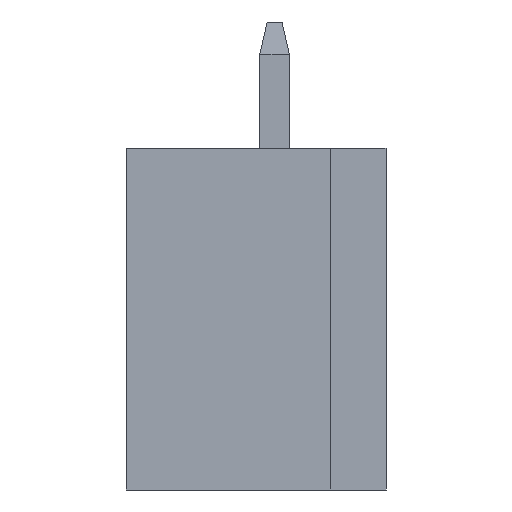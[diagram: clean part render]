
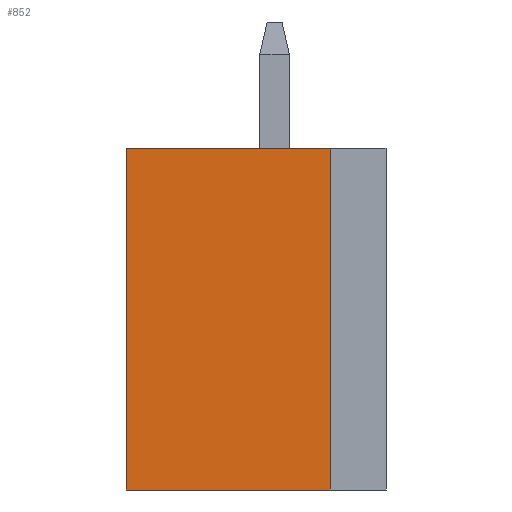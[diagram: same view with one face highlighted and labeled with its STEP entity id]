
A CAD part, left-side view. The second image highlights one B-rep face of the part: STEP entity #852.
In plain terms, the highlighted planar face has unit normal (-1, 0, 0).
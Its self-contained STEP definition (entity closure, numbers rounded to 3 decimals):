
#63 = VECTOR ( 'NONE', #671, 1000. ) ;
#85 = CARTESIAN_POINT ( 'NONE',  ( 0., 1.5, 0. ) ) ;
#216 = DIRECTION ( 'NONE',  ( 1., 0., 0. ) ) ;
#296 = DIRECTION ( 'NONE',  ( 0., -1., 0. ) ) ;
#325 = FACE_OUTER_BOUND ( 'NONE', #629, .T. ) ;
#336 = VERTEX_POINT ( 'NONE', #514 ) ;
#357 = LINE ( 'NONE', #898, #511 ) ;
#389 = CARTESIAN_POINT ( 'NONE',  ( 0., 7., 9.2 ) ) ;
#402 = CARTESIAN_POINT ( 'NONE',  ( 0., 1.5, 9.2 ) ) ;
#424 = VERTEX_POINT ( 'NONE', #85 ) ;
#440 = EDGE_CURVE ( 'NONE', #855, #522, #357, .T. ) ;
#487 = VECTOR ( 'NONE', #820, 1000. ) ;
#506 = ORIENTED_EDGE ( 'NONE', *, *, #1024, .F. ) ;
#511 = VECTOR ( 'NONE', #990, 1000. ) ;
#514 = CARTESIAN_POINT ( 'NONE',  ( 0., 1.5, 9.2 ) ) ;
#522 = VERTEX_POINT ( 'NONE', #617 ) ;
#560 = DIRECTION ( 'NONE',  ( 0., 0., -1. ) ) ;
#617 = CARTESIAN_POINT ( 'NONE',  ( 0., 7., 0. ) ) ;
#629 = EDGE_LOOP ( 'NONE', ( #966, #732, #506, #897 ) ) ;
#636 = LINE ( 'NONE', #647, #63 ) ;
#647 = CARTESIAN_POINT ( 'NONE',  ( 0., 1.5, 9.2 ) ) ;
#659 = LINE ( 'NONE', #1088, #487 ) ;
#671 = DIRECTION ( 'NONE',  ( 0., 0., -1. ) ) ;
#673 = EDGE_CURVE ( 'NONE', #522, #424, #659, .T. ) ;
#732 = ORIENTED_EDGE ( 'NONE', *, *, #1040, .F. ) ;
#820 = DIRECTION ( 'NONE',  ( 0., -1., 0. ) ) ;
#833 = CARTESIAN_POINT ( 'NONE',  ( 0., 1.5, 9.2 ) ) ;
#852 = ADVANCED_FACE ( 'NONE', ( #325 ), #1030, .F. ) ;
#855 = VERTEX_POINT ( 'NONE', #389 ) ;
#897 = ORIENTED_EDGE ( 'NONE', *, *, #440, .T. ) ;
#898 = CARTESIAN_POINT ( 'NONE',  ( 0., 7., 9.2 ) ) ;
#966 = ORIENTED_EDGE ( 'NONE', *, *, #673, .T. ) ;
#990 = DIRECTION ( 'NONE',  ( 0., 0., -1. ) ) ;
#1000 = VECTOR ( 'NONE', #296, 1000. ) ;
#1020 = LINE ( 'NONE', #833, #1000 ) ;
#1024 = EDGE_CURVE ( 'NONE', #855, #336, #1020, .T. ) ;
#1030 = PLANE ( 'NONE',  #1161 ) ;
#1040 = EDGE_CURVE ( 'NONE', #336, #424, #636, .T. ) ;
#1088 = CARTESIAN_POINT ( 'NONE',  ( 0., 1.5, 0. ) ) ;
#1161 = AXIS2_PLACEMENT_3D ( 'NONE', #402, #216, #560 ) ;
